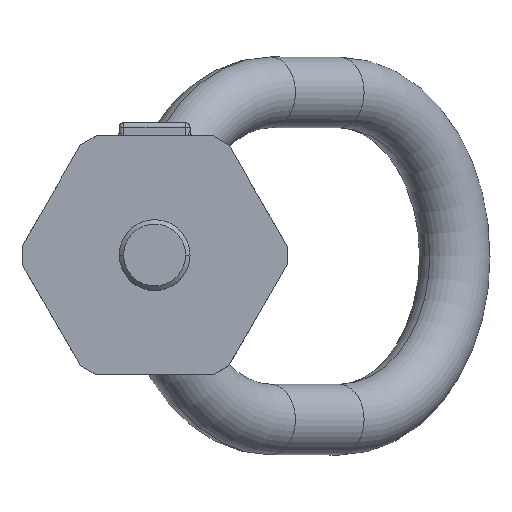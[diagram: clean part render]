
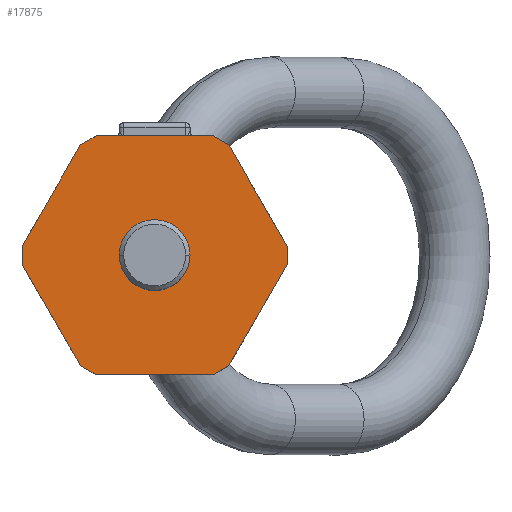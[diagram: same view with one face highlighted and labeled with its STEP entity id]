
A CAD part, top view. The second image highlights one B-rep face of the part: STEP entity #17875.
In plain terms, the highlighted planar face has unit normal (0, 0, 1).
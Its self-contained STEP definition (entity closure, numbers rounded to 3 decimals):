
#11032=DIRECTION('',(-0.866,-0.5,0.));
#11033=VECTOR('',#11032,2.038);
#11034=CARTESIAN_POINT('',(-6.617,13.5,48.5));
#11035=LINE('',#11034,#11033);
#11040=CARTESIAN_POINT('',(0.,0.,48.5));
#11041=DIRECTION('',(0.,0.,1.));
#11042=DIRECTION('',(1.,0.,0.));
#11043=AXIS2_PLACEMENT_3D('',#11040,#11041,#11042);
#11045=CARTESIAN_POINT('',(0.,0.,48.5));
#11046=DIRECTION('',(0.,0.,1.));
#11047=DIRECTION('',(-1.,0.,0.));
#11048=AXIS2_PLACEMENT_3D('',#11045,#11046,#11047);
#11104=DIRECTION('',(-1.,0.,0.));
#11105=VECTOR('',#11104,13.235);
#11106=CARTESIAN_POINT('',(6.617,13.5,48.5));
#11107=LINE('',#11106,#11105);
#11361=DIRECTION('',(0.,1.,0.));
#11362=VECTOR('',#11361,2.038);
#11363=CARTESIAN_POINT('',(15.,-1.019,48.5));
#11364=LINE('',#11363,#11362);
#11369=DIRECTION('',(-0.5,0.866,0.));
#11370=VECTOR('',#11369,13.235);
#11371=CARTESIAN_POINT('',(15.,1.019,48.5));
#11372=LINE('',#11371,#11370);
#11377=DIRECTION('',(-0.866,0.5,0.));
#11378=VECTOR('',#11377,2.038);
#11379=CARTESIAN_POINT('',(8.383,12.481,48.5));
#11380=LINE('',#11379,#11378);
#11385=DIRECTION('',(0.5,0.866,0.));
#11386=VECTOR('',#11385,13.235);
#11387=CARTESIAN_POINT('',(8.383,-12.481,48.5));
#11388=LINE('',#11387,#11386);
#11393=DIRECTION('',(0.866,0.5,0.));
#11394=VECTOR('',#11393,2.038);
#11395=CARTESIAN_POINT('',(6.617,-13.5,48.5));
#11396=LINE('',#11395,#11394);
#11401=DIRECTION('',(1.,0.,0.));
#11402=VECTOR('',#11401,13.235);
#11403=CARTESIAN_POINT('',(-6.617,-13.5,48.5));
#11404=LINE('',#11403,#11402);
#11455=DIRECTION('',(0.866,-0.5,0.));
#11456=VECTOR('',#11455,2.038);
#11457=CARTESIAN_POINT('',(-8.383,-12.481,48.5));
#11458=LINE('',#11457,#11456);
#11463=DIRECTION('',(0.5,-0.866,0.));
#11464=VECTOR('',#11463,13.235);
#11465=CARTESIAN_POINT('',(-15.,-1.019,48.5));
#11466=LINE('',#11465,#11464);
#11471=DIRECTION('',(0.,-1.,0.));
#11472=VECTOR('',#11471,2.038);
#11473=CARTESIAN_POINT('',(-15.,1.019,48.5));
#11474=LINE('',#11473,#11472);
#11479=DIRECTION('',(-0.5,-0.866,0.));
#11480=VECTOR('',#11479,13.235);
#11481=CARTESIAN_POINT('',(-8.383,12.481,48.5));
#11482=LINE('',#11481,#11480);
#16603=CARTESIAN_POINT('',(-6.617,13.5,48.5));
#16604=CARTESIAN_POINT('',(-8.383,12.481,48.5));
#16605=VERTEX_POINT('',#16603);
#16606=VERTEX_POINT('',#16604);
#16607=CARTESIAN_POINT('',(-15.,1.019,48.5));
#16608=VERTEX_POINT('',#16607);
#16609=CARTESIAN_POINT('',(-15.,-1.019,48.5));
#16610=VERTEX_POINT('',#16609);
#16611=CARTESIAN_POINT('',(-8.383,-12.481,48.5));
#16612=VERTEX_POINT('',#16611);
#16613=CARTESIAN_POINT('',(-6.617,-13.5,48.5));
#16614=VERTEX_POINT('',#16613);
#16615=CARTESIAN_POINT('',(6.617,-13.5,48.5));
#16616=VERTEX_POINT('',#16615);
#16617=CARTESIAN_POINT('',(8.383,-12.481,48.5));
#16618=VERTEX_POINT('',#16617);
#16619=CARTESIAN_POINT('',(15.,-1.019,48.5));
#16620=VERTEX_POINT('',#16619);
#16621=CARTESIAN_POINT('',(15.,1.019,48.5));
#16622=VERTEX_POINT('',#16621);
#16623=CARTESIAN_POINT('',(8.383,12.481,48.5));
#16624=VERTEX_POINT('',#16623);
#16625=CARTESIAN_POINT('',(6.617,13.5,48.5));
#16626=VERTEX_POINT('',#16625);
#16643=CARTESIAN_POINT('',(4.,0.,48.5));
#16644=CARTESIAN_POINT('',(-4.,0.,48.5));
#16645=VERTEX_POINT('',#16643);
#16646=VERTEX_POINT('',#16644);
#17839=CARTESIAN_POINT('',(50.,-50.,48.5));
#17840=DIRECTION('',(0.,0.,-1.));
#17841=DIRECTION('',(-1.,0.,0.));
#17842=AXIS2_PLACEMENT_3D('',#17839,#17840,#17841);
#17843=PLANE('',#17842);
#17844=ORIENTED_EDGE('',*,*,#17828,.F.);
#17846=ORIENTED_EDGE('',*,*,#17845,.F.);
#17848=ORIENTED_EDGE('',*,*,#17847,.F.);
#17850=ORIENTED_EDGE('',*,*,#17849,.F.);
#17852=ORIENTED_EDGE('',*,*,#17851,.F.);
#17854=ORIENTED_EDGE('',*,*,#17853,.F.);
#17856=ORIENTED_EDGE('',*,*,#17855,.F.);
#17858=ORIENTED_EDGE('',*,*,#17857,.F.);
#17860=ORIENTED_EDGE('',*,*,#17859,.F.);
#17862=ORIENTED_EDGE('',*,*,#17861,.F.);
#17864=ORIENTED_EDGE('',*,*,#17863,.F.);
#17866=ORIENTED_EDGE('',*,*,#17865,.F.);
#17867=EDGE_LOOP('',(#17844,#17846,#17848,#17850,#17852,#17854,#17856,#17858,
#17860,#17862,#17864,#17866));
#17868=FACE_OUTER_BOUND('',#17867,.F.);
#17870=ORIENTED_EDGE('',*,*,#17869,.T.);
#17872=ORIENTED_EDGE('',*,*,#17871,.T.);
#17873=EDGE_LOOP('',(#17870,#17872));
#17874=FACE_BOUND('',#17873,.F.);
#17875=ADVANCED_FACE('',(#17868,#17874),#17843,.F.);
#11044=CIRCLE('',#11043,4.);
#11049=CIRCLE('',#11048,4.);
#17828=EDGE_CURVE('',#16605,#16606,#11035,.T.);
#17845=EDGE_CURVE('',#16626,#16605,#11107,.T.);
#17847=EDGE_CURVE('',#16624,#16626,#11380,.T.);
#17849=EDGE_CURVE('',#16622,#16624,#11372,.T.);
#17851=EDGE_CURVE('',#16620,#16622,#11364,.T.);
#17853=EDGE_CURVE('',#16618,#16620,#11388,.T.);
#17855=EDGE_CURVE('',#16616,#16618,#11396,.T.);
#17857=EDGE_CURVE('',#16614,#16616,#11404,.T.);
#17859=EDGE_CURVE('',#16612,#16614,#11458,.T.);
#17861=EDGE_CURVE('',#16610,#16612,#11466,.T.);
#17863=EDGE_CURVE('',#16608,#16610,#11474,.T.);
#17865=EDGE_CURVE('',#16606,#16608,#11482,.T.);
#17869=EDGE_CURVE('',#16645,#16646,#11044,.T.);
#17871=EDGE_CURVE('',#16646,#16645,#11049,.T.);
